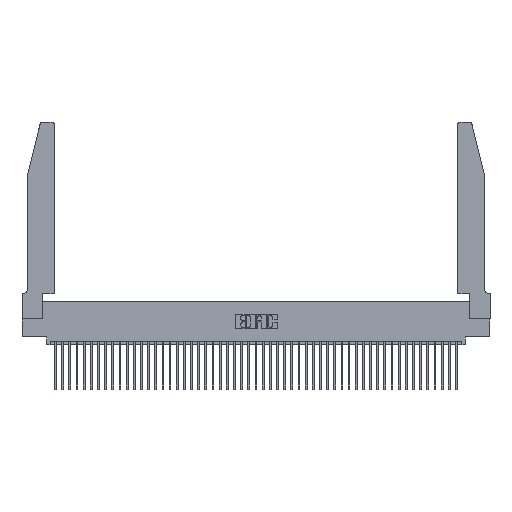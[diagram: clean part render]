
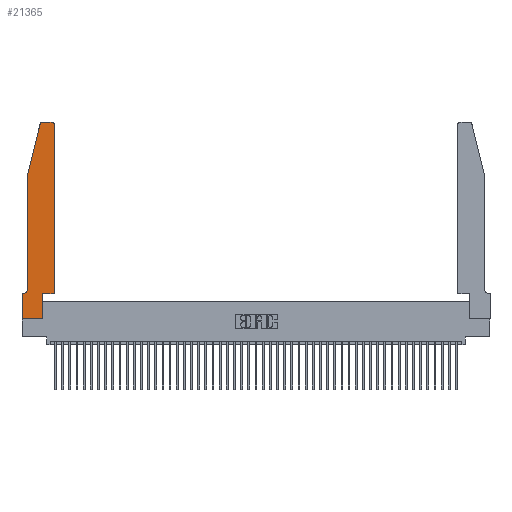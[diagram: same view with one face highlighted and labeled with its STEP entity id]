
A CAD part, top view. The second image highlights one B-rep face of the part: STEP entity #21365.
In plain terms, the highlighted planar face has unit normal (0, 0, 1).
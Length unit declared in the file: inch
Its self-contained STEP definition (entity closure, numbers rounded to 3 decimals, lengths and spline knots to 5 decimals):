
#1192 = DIRECTION ( 'NONE',  ( 1., 0., 0. ) ) ;
#1343 = CARTESIAN_POINT ( 'NONE',  ( 0., 0., 0.37 ) ) ;
#1731 = DIRECTION ( 'NONE',  ( 1., 0., 0. ) ) ;
#1815 = ORIENTED_EDGE ( 'NONE', *, *, #39526, .T. ) ;
#2086 = DIRECTION ( 'NONE',  ( 0., 0., 1. ) ) ;
#2435 = VERTEX_POINT ( 'NONE', #11452 ) ;
#2884 = DIRECTION ( 'NONE',  ( -1., 0., 0. ) ) ;
#3492 = VECTOR ( 'NONE', #27029, 39.37008 ) ;
#3924 = VERTEX_POINT ( 'NONE', #32956 ) ;
#5009 = VECTOR ( 'NONE', #12095, 39.37008 ) ;
#5075 = EDGE_CURVE ( 'NONE', #35156, #14636, #29520, .T. ) ;
#5823 = DIRECTION ( 'NONE',  ( 0., 1., 0. ) ) ;
#6405 = CARTESIAN_POINT ( 'NONE',  ( 0.0055, 0.42, 0.37 ) ) ;
#7012 = CARTESIAN_POINT ( 'NONE',  ( 0.0755, 2., 0.37 ) ) ;
#7873 = CARTESIAN_POINT ( 'NONE',  ( 0.2865, 0., 0.37 ) ) ;
#8006 = VECTOR ( 'NONE', #1192, 39.37008 ) ;
#8311 = ORIENTED_EDGE ( 'NONE', *, *, #12982, .T. ) ;
#8346 = EDGE_CURVE ( 'NONE', #2435, #20752, #22241, .T. ) ;
#8494 = EDGE_CURVE ( 'NONE', #15203, #33462, #47108, .T. ) ;
#8678 = LINE ( 'NONE', #20963, #9269 ) ;
#9269 = VECTOR ( 'NONE', #44147, 39.37008 ) ;
#9892 = DIRECTION ( 'NONE',  ( -0.239, -0.971, 0. ) ) ;
#10489 = EDGE_CURVE ( 'NONE', #44121, #35156, #41136, .T. ) ;
#11452 = CARTESIAN_POINT ( 'NONE',  ( 0., 0., 0.37 ) ) ;
#11885 = LINE ( 'NONE', #16274, #5009 ) ;
#11919 = VERTEX_POINT ( 'NONE', #17402 ) ;
#12095 = DIRECTION ( 'NONE',  ( -1., 0., 0. ) ) ;
#12191 = CARTESIAN_POINT ( 'NONE',  ( 0.0755, 2., 0.37 ) ) ;
#12350 = CARTESIAN_POINT ( 'NONE',  ( 0.2865, 0.35, 0.37 ) ) ;
#12982 = EDGE_CURVE ( 'NONE', #20752, #15216, #8678, .T. ) ;
#14636 = VERTEX_POINT ( 'NONE', #16652 ) ;
#14847 = VECTOR ( 'NONE', #44538, 39.37008 ) ;
#14852 = VERTEX_POINT ( 'NONE', #34364 ) ;
#15203 = VERTEX_POINT ( 'NONE', #34330 ) ;
#15216 = VERTEX_POINT ( 'NONE', #12350 ) ;
#15649 = EDGE_CURVE ( 'NONE', #15216, #11919, #44273, .T. ) ;
#16274 = CARTESIAN_POINT ( 'NONE',  ( 0.0755, 0.35, 0.37 ) ) ;
#16326 = DIRECTION ( 'NONE',  ( -1., 0., 0. ) ) ;
#16652 = CARTESIAN_POINT ( 'NONE',  ( 0.0755, 0.42, 0.37 ) ) ;
#16771 = AXIS2_PLACEMENT_3D ( 'NONE', #25808, #39668, #20528 ) ;
#16896 = LINE ( 'NONE', #27756, #35308 ) ;
#17402 = CARTESIAN_POINT ( 'NONE',  ( 0.4505, 0.35, 0.37 ) ) ;
#17573 = ORIENTED_EDGE ( 'NONE', *, *, #8346, .T. ) ;
#19824 = CIRCLE ( 'NONE', #29523, 0.07 ) ;
#20019 = AXIS2_PLACEMENT_3D ( 'NONE', #31114, #2086, #1731 ) ;
#20082 = CARTESIAN_POINT ( 'NONE',  ( 0.4505, 2.72, 0.37 ) ) ;
#20528 = DIRECTION ( 'NONE',  ( 1., 0., 0. ) ) ;
#20752 = VERTEX_POINT ( 'NONE', #7873 ) ;
#20963 = CARTESIAN_POINT ( 'NONE',  ( 0.2865, 0.35, 0.37 ) ) ;
#21365 = ADVANCED_FACE ( 'NONE', ( #40622 ), #39037, .T. ) ;
#22241 = LINE ( 'NONE', #31397, #14847 ) ;
#22956 = ORIENTED_EDGE ( 'NONE', *, *, #8494, .T. ) ;
#23159 = VECTOR ( 'NONE', #28948, 39.37008 ) ;
#23508 = DIRECTION ( 'NONE',  ( 0., 0., 1. ) ) ;
#23565 = CIRCLE ( 'NONE', #25689, 0.03 ) ;
#24649 = VERTEX_POINT ( 'NONE', #20082 ) ;
#25655 = EDGE_CURVE ( 'NONE', #33462, #44121, #42023, .T. ) ;
#25689 = AXIS2_PLACEMENT_3D ( 'NONE', #45630, #23508, #27220 ) ;
#25808 = CARTESIAN_POINT ( 'NONE',  ( 0.284, 2.72, 0.37 ) ) ;
#26872 = EDGE_CURVE ( 'NONE', #3924, #2435, #42583, .T. ) ;
#27029 = DIRECTION ( 'NONE',  ( 0., -1., 0. ) ) ;
#27220 = DIRECTION ( 'NONE',  ( 1., 0., 0. ) ) ;
#27756 = CARTESIAN_POINT ( 'NONE',  ( 0.4505, 0.35, 0.37 ) ) ;
#28009 = ORIENTED_EDGE ( 'NONE', *, *, #5075, .T. ) ;
#28765 = ORIENTED_EDGE ( 'NONE', *, *, #10489, .T. ) ;
#28948 = DIRECTION ( 'NONE',  ( 0., -1., 0. ) ) ;
#29520 = LINE ( 'NONE', #7012, #23159 ) ;
#29523 = AXIS2_PLACEMENT_3D ( 'NONE', #6405, #42734, #2884 ) ;
#30055 = CARTESIAN_POINT ( 'NONE',  ( 0.0755, 2., 0.37 ) ) ;
#30190 = ORIENTED_EDGE ( 'NONE', *, *, #47027, .T. ) ;
#30626 = EDGE_LOOP ( 'NONE', ( #22956, #42262, #28765, #28009, #1815, #45382, #37700, #17573, #8311, #45871, #30190, #44674 ) ) ;
#31066 = CARTESIAN_POINT ( 'NONE',  ( 0.284, 2.75, 0.37 ) ) ;
#31108 = CARTESIAN_POINT ( 'NONE',  ( 0.4505, 0.35, 0.37 ) ) ;
#31114 = CARTESIAN_POINT ( 'NONE',  ( 0., 0.35, 0.37 ) ) ;
#31397 = CARTESIAN_POINT ( 'NONE',  ( 0., 0., 0.37 ) ) ;
#32956 = CARTESIAN_POINT ( 'NONE',  ( 0., 0.35, 0.37 ) ) ;
#33147 = VECTOR ( 'NONE', #16326, 39.37008 ) ;
#33462 = VERTEX_POINT ( 'NONE', #31066 ) ;
#34330 = CARTESIAN_POINT ( 'NONE',  ( 0.4205, 2.75, 0.37 ) ) ;
#34364 = CARTESIAN_POINT ( 'NONE',  ( 0.0055, 0.35, 0.37 ) ) ;
#34900 = CARTESIAN_POINT ( 'NONE',  ( 0.25487, 2.72718, 0.37 ) ) ;
#35156 = VERTEX_POINT ( 'NONE', #30055 ) ;
#35308 = VECTOR ( 'NONE', #5823, 39.37008 ) ;
#36391 = EDGE_CURVE ( 'NONE', #24649, #15203, #23565, .T. ) ;
#37700 = ORIENTED_EDGE ( 'NONE', *, *, #26872, .T. ) ;
#38840 = VECTOR ( 'NONE', #9892, 39.37008 ) ;
#39037 = PLANE ( 'NONE',  #20019 ) ;
#39526 = EDGE_CURVE ( 'NONE', #14636, #14852, #19824, .T. ) ;
#39668 = DIRECTION ( 'NONE',  ( 0., 0., 1. ) ) ;
#39804 = EDGE_CURVE ( 'NONE', #14852, #3924, #11885, .T. ) ;
#40622 = FACE_OUTER_BOUND ( 'NONE', #30626, .T. ) ;
#41136 = LINE ( 'NONE', #12191, #38840 ) ;
#42023 = CIRCLE ( 'NONE', #16771, 0.03 ) ;
#42262 = ORIENTED_EDGE ( 'NONE', *, *, #25655, .T. ) ;
#42583 = LINE ( 'NONE', #1343, #3492 ) ;
#42734 = DIRECTION ( 'NONE',  ( 0., 0., -1. ) ) ;
#44121 = VERTEX_POINT ( 'NONE', #34900 ) ;
#44147 = DIRECTION ( 'NONE',  ( 0., 1., 0. ) ) ;
#44273 = LINE ( 'NONE', #31108, #8006 ) ;
#44538 = DIRECTION ( 'NONE',  ( 1., 0., 0. ) ) ;
#44674 = ORIENTED_EDGE ( 'NONE', *, *, #36391, .T. ) ;
#45382 = ORIENTED_EDGE ( 'NONE', *, *, #39804, .T. ) ;
#45609 = CARTESIAN_POINT ( 'NONE',  ( 0.2605, 2.75, 0.37 ) ) ;
#45630 = CARTESIAN_POINT ( 'NONE',  ( 0.4205, 2.72, 0.37 ) ) ;
#45871 = ORIENTED_EDGE ( 'NONE', *, *, #15649, .T. ) ;
#47027 = EDGE_CURVE ( 'NONE', #11919, #24649, #16896, .T. ) ;
#47108 = LINE ( 'NONE', #45609, #33147 ) ;
